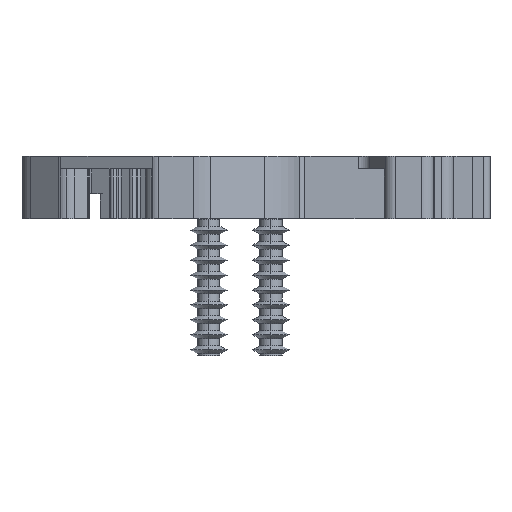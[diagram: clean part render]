
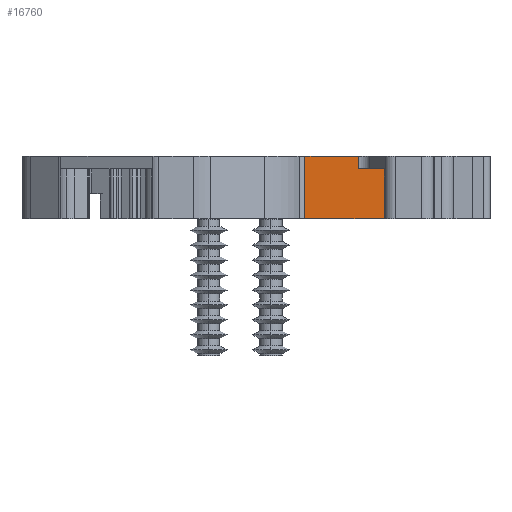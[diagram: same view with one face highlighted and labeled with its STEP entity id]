
A CAD part, left-side view. The second image highlights one B-rep face of the part: STEP entity #16760.
In plain terms, the highlighted planar face has unit normal (-1, 0, 0).
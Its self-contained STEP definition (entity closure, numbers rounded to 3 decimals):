
#1792 = ORIENTED_EDGE ( 'NONE', *, *, #11481, .T. ) ;
#2476 = VECTOR ( 'NONE', #5787, 1000. ) ;
#3065 = DIRECTION ( 'NONE',  ( 0., 0., -1. ) ) ;
#4159 = VECTOR ( 'NONE', #4501, 1000. ) ;
#4501 = DIRECTION ( 'NONE',  ( 0., -1., 0. ) ) ;
#4615 = CARTESIAN_POINT ( 'NONE',  ( -58.1, 4.244, 85. ) ) ;
#5534 = VERTEX_POINT ( 'NONE', #20339 ) ;
#5581 = VERTEX_POINT ( 'NONE', #18180 ) ;
#5787 = DIRECTION ( 'NONE',  ( 0., 0., 1. ) ) ;
#6640 = CARTESIAN_POINT ( 'NONE',  ( -58.1, 0.2, 81. ) ) ;
#7839 = DIRECTION ( 'NONE',  ( 0., -1., 0. ) ) ;
#8248 = CARTESIAN_POINT ( 'NONE',  ( -58.1, 2.601, 85. ) ) ;
#8637 = LINE ( 'NONE', #19674, #2476 ) ;
#8754 = LINE ( 'NONE', #17104, #14268 ) ;
#9229 = CARTESIAN_POINT ( 'NONE',  ( -58.1, 4.244, 86. ) ) ;
#10116 = AXIS2_PLACEMENT_3D ( 'NONE', #8248, #24478, #10582 ) ;
#10334 = LINE ( 'NONE', #13722, #4159 ) ;
#10582 = DIRECTION ( 'NONE',  ( 0., 0., 1. ) ) ;
#10850 = ORIENTED_EDGE ( 'NONE', *, *, #24176, .T. ) ;
#11481 = EDGE_CURVE ( 'NONE', #12277, #15421, #8637, .T. ) ;
#12277 = VERTEX_POINT ( 'NONE', #6640 ) ;
#12287 = FACE_OUTER_BOUND ( 'NONE', #22153, .T. ) ;
#12686 = EDGE_CURVE ( 'NONE', #15421, #22871, #16569, .T. ) ;
#13722 = CARTESIAN_POINT ( 'NONE',  ( -58.1, 2.601, 81. ) ) ;
#14268 = VECTOR ( 'NONE', #7839, 1000. ) ;
#14488 = EDGE_CURVE ( 'NONE', #28513, #5534, #16294, .T. ) ;
#15421 = VERTEX_POINT ( 'NONE', #20760 ) ;
#16294 = LINE ( 'NONE', #21641, #28590 ) ;
#16569 = LINE ( 'NONE', #29069, #22653 ) ;
#16760 = ADVANCED_FACE ( 'NONE', ( #12287 ), #17412, .T. ) ;
#17104 = CARTESIAN_POINT ( 'NONE',  ( -58.1, 0.6, 86. ) ) ;
#17340 = CARTESIAN_POINT ( 'NONE',  ( -58.1, 8.57, 86. ) ) ;
#17412 = PLANE ( 'NONE',  #10116 ) ;
#18180 = CARTESIAN_POINT ( 'NONE',  ( -58.1, 4.244, 86. ) ) ;
#19674 = CARTESIAN_POINT ( 'NONE',  ( -58.1, 0.2, 85. ) ) ;
#19678 = ORIENTED_EDGE ( 'NONE', *, *, #26867, .T. ) ;
#19795 = DIRECTION ( 'NONE',  ( 0., 1., 0. ) ) ;
#20339 = CARTESIAN_POINT ( 'NONE',  ( -58.1, 8.57, 81. ) ) ;
#20760 = CARTESIAN_POINT ( 'NONE',  ( -58.1, 0.2, 85. ) ) ;
#21641 = CARTESIAN_POINT ( 'NONE',  ( -58.1, 8.57, 85. ) ) ;
#22153 = EDGE_LOOP ( 'NONE', ( #10850, #1792, #24016, #19678, #28459, #28667 ) ) ;
#22653 = VECTOR ( 'NONE', #19795, 1000. ) ;
#22871 = VERTEX_POINT ( 'NONE', #4615 ) ;
#24016 = ORIENTED_EDGE ( 'NONE', *, *, #12686, .T. ) ;
#24176 = EDGE_CURVE ( 'NONE', #5534, #12277, #10334, .T. ) ;
#24478 = DIRECTION ( 'NONE',  ( -1., 0., 0. ) ) ;
#25500 = DIRECTION ( 'NONE',  ( 0., 0., 1. ) ) ;
#26867 = EDGE_CURVE ( 'NONE', #22871, #5581, #30046, .T. ) ;
#28459 = ORIENTED_EDGE ( 'NONE', *, *, #28985, .F. ) ;
#28513 = VERTEX_POINT ( 'NONE', #17340 ) ;
#28590 = VECTOR ( 'NONE', #3065, 1000. ) ;
#28667 = ORIENTED_EDGE ( 'NONE', *, *, #14488, .T. ) ;
#28985 = EDGE_CURVE ( 'NONE', #28513, #5581, #8754, .T. ) ;
#29069 = CARTESIAN_POINT ( 'NONE',  ( -58.1, 2.601, 85. ) ) ;
#29343 = VECTOR ( 'NONE', #25500, 1000. ) ;
#30046 = LINE ( 'NONE', #9229, #29343 ) ;
